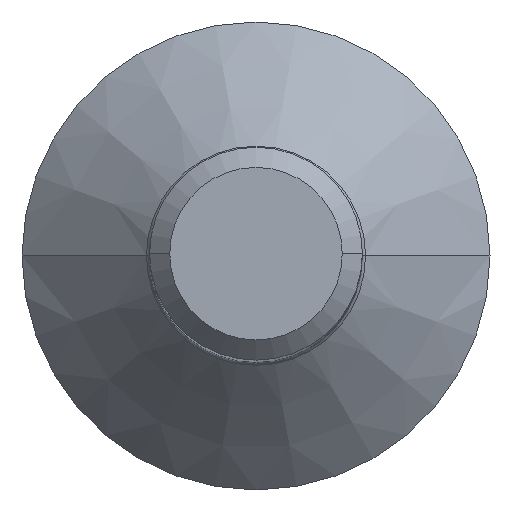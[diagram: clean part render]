
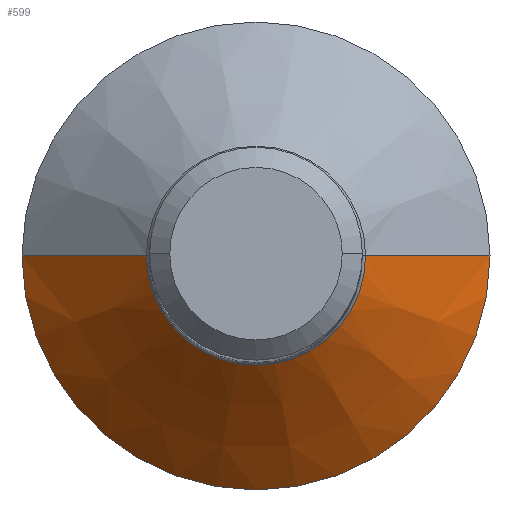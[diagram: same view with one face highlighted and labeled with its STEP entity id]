
A CAD part, top view. The second image highlights one B-rep face of the part: STEP entity #599.
In plain terms, the highlighted conical face has half-angle 45 degrees and reference radius 4.397 mm.
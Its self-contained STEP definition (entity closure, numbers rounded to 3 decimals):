
#73 = CARTESIAN_POINT ( 'NONE',  ( 0., 0., 2.339 ) ) ;
#136 = CIRCLE ( 'NONE', #646, 2.059 ) ;
#174 = EDGE_CURVE ( 'NONE', #584, #178, #453, .T. ) ;
#178 = VERTEX_POINT ( 'NONE', #222 ) ;
#201 = DIRECTION ( 'NONE',  ( -1., 0., 0. ) ) ;
#219 = CONICAL_SURFACE ( 'NONE', #395, 4.397, 0.785 ) ;
#222 = CARTESIAN_POINT ( 'NONE',  ( 4.397, 0., 0. ) ) ;
#231 = DIRECTION ( 'NONE',  ( -0.707, 0., -0.707 ) ) ;
#301 = CIRCLE ( 'NONE', #654, 4.397 ) ;
#309 = ORIENTED_EDGE ( 'NONE', *, *, #709, .T. ) ;
#325 = EDGE_CURVE ( 'NONE', #584, #394, #136, .T. ) ;
#332 = FACE_OUTER_BOUND ( 'NONE', #517, .T. ) ;
#342 = CARTESIAN_POINT ( 'NONE',  ( 2.059, 0., 2.339 ) ) ;
#366 = CARTESIAN_POINT ( 'NONE',  ( -4.397, 0., 0. ) ) ;
#368 = DIRECTION ( 'NONE',  ( 1., 0., 0. ) ) ;
#379 = CARTESIAN_POINT ( 'NONE',  ( -4.397, 0., 0. ) ) ;
#388 = VECTOR ( 'NONE', #231, 1000. ) ;
#394 = VERTEX_POINT ( 'NONE', #569 ) ;
#395 = AXIS2_PLACEMENT_3D ( 'NONE', #601, #544, #201 ) ;
#402 = ORIENTED_EDGE ( 'NONE', *, *, #468, .T. ) ;
#412 = ORIENTED_EDGE ( 'NONE', *, *, #325, .T. ) ;
#421 = CARTESIAN_POINT ( 'NONE',  ( 4.397, 0., 0. ) ) ;
#453 = LINE ( 'NONE', #421, #781 ) ;
#468 = EDGE_CURVE ( 'NONE', #850, #178, #301, .T. ) ;
#517 = EDGE_LOOP ( 'NONE', ( #722, #412, #309, #402 ) ) ;
#524 = CARTESIAN_POINT ( 'NONE',  ( 0., 0., 0. ) ) ;
#544 = DIRECTION ( 'NONE',  ( 0., 0., -1. ) ) ;
#546 = DIRECTION ( 'NONE',  ( 0.707, 0., -0.707 ) ) ;
#569 = CARTESIAN_POINT ( 'NONE',  ( -2.059, 0., 2.339 ) ) ;
#584 = VERTEX_POINT ( 'NONE', #342 ) ;
#599 = ADVANCED_FACE ( 'NONE', ( #332 ), #219, .T. ) ;
#601 = CARTESIAN_POINT ( 'NONE',  ( 0., 0., 0. ) ) ;
#646 = AXIS2_PLACEMENT_3D ( 'NONE', #73, #750, #368 ) ;
#654 = AXIS2_PLACEMENT_3D ( 'NONE', #524, #786, #792 ) ;
#709 = EDGE_CURVE ( 'NONE', #394, #850, #832, .T. ) ;
#722 = ORIENTED_EDGE ( 'NONE', *, *, #174, .F. ) ;
#750 = DIRECTION ( 'NONE',  ( 0., 0., -1. ) ) ;
#781 = VECTOR ( 'NONE', #546, 1000. ) ;
#786 = DIRECTION ( 'NONE',  ( 0., 0., 1. ) ) ;
#792 = DIRECTION ( 'NONE',  ( -1., 0., 0. ) ) ;
#832 = LINE ( 'NONE', #366, #388 ) ;
#850 = VERTEX_POINT ( 'NONE', #379 ) ;
